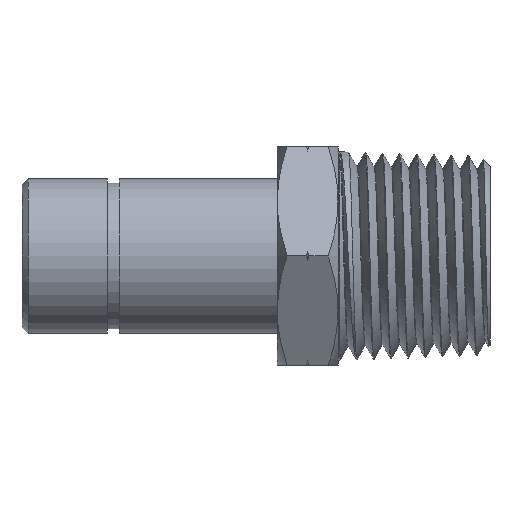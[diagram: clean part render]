
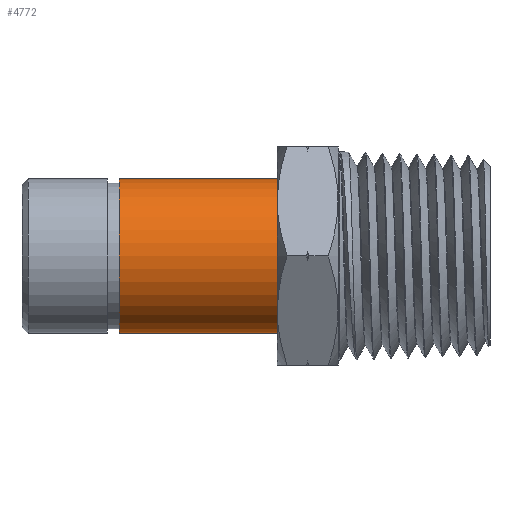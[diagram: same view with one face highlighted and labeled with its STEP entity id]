
A CAD part, left-side view. The second image highlights one B-rep face of the part: STEP entity #4772.
In plain terms, the highlighted cylindrical face has radius 6.35 mm (diameter 12.7 mm), a partial arc.
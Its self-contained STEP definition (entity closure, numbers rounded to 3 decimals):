
#181 = DIRECTION ( 'NONE',  ( 0., 1., 0. ) ) ;
#406 = AXIS2_PLACEMENT_3D ( 'NONE', #3045, #7057, #3602 ) ;
#540 = AXIS2_PLACEMENT_3D ( 'NONE', #2187, #2729, #5068 ) ;
#591 = DIRECTION ( 'NONE',  ( 0., -1., 0. ) ) ;
#828 = ORIENTED_EDGE ( 'NONE', *, *, #7078, .F. ) ;
#1052 = CARTESIAN_POINT ( 'NONE',  ( 0., 38.5, -6.35 ) ) ;
#1186 = VERTEX_POINT ( 'NONE', #4499 ) ;
#1506 = EDGE_CURVE ( 'NONE', #1186, #4420, #6003, .T. ) ;
#1781 = CARTESIAN_POINT ( 'NONE',  ( 0., 17.5, 6.35 ) ) ;
#1915 = CARTESIAN_POINT ( 'NONE',  ( 0., 17.5, -6.35 ) ) ;
#2187 = CARTESIAN_POINT ( 'NONE',  ( 0., 38.5, 0. ) ) ;
#2536 = LINE ( 'NONE', #1052, #5415 ) ;
#2729 = DIRECTION ( 'NONE',  ( 0., -1., 0. ) ) ;
#2870 = ORIENTED_EDGE ( 'NONE', *, *, #6419, .T. ) ;
#2907 = CARTESIAN_POINT ( 'NONE',  ( 0., 30.5, 6.35 ) ) ;
#2983 = EDGE_LOOP ( 'NONE', ( #828, #3835, #7282, #2870 ) ) ;
#3030 = CARTESIAN_POINT ( 'NONE',  ( 0., 30.5, 0. ) ) ;
#3045 = CARTESIAN_POINT ( 'NONE',  ( 0., 17.5, 0. ) ) ;
#3075 = VERTEX_POINT ( 'NONE', #1915 ) ;
#3369 = CARTESIAN_POINT ( 'NONE',  ( 0., 38.5, 6.35 ) ) ;
#3489 = FACE_OUTER_BOUND ( 'NONE', #2983, .T. ) ;
#3602 = DIRECTION ( 'NONE',  ( 0., 0., 1. ) ) ;
#3835 = ORIENTED_EDGE ( 'NONE', *, *, #1506, .F. ) ;
#4316 = CYLINDRICAL_SURFACE ( 'NONE', #540, 6.35 ) ;
#4420 = VERTEX_POINT ( 'NONE', #2907 ) ;
#4497 = VECTOR ( 'NONE', #591, 1000. ) ;
#4499 = CARTESIAN_POINT ( 'NONE',  ( 0., 30.5, -6.35 ) ) ;
#4595 = VERTEX_POINT ( 'NONE', #1781 ) ;
#4772 = ADVANCED_FACE ( 'NONE', ( #3489 ), #4316, .T. ) ;
#5068 = DIRECTION ( 'NONE',  ( 0., 0., -1. ) ) ;
#5415 = VECTOR ( 'NONE', #7361, 1000. ) ;
#5761 = AXIS2_PLACEMENT_3D ( 'NONE', #3030, #181, #6489 ) ;
#5811 = EDGE_CURVE ( 'NONE', #1186, #3075, #2536, .T. ) ;
#6003 = CIRCLE ( 'NONE', #5761, 6.35 ) ;
#6031 = LINE ( 'NONE', #3369, #4497 ) ;
#6419 = EDGE_CURVE ( 'NONE', #3075, #4595, #6728, .T. ) ;
#6489 = DIRECTION ( 'NONE',  ( 0., 0., 1. ) ) ;
#6728 = CIRCLE ( 'NONE', #406, 6.35 ) ;
#7057 = DIRECTION ( 'NONE',  ( 0., 1., 0. ) ) ;
#7078 = EDGE_CURVE ( 'NONE', #4420, #4595, #6031, .T. ) ;
#7282 = ORIENTED_EDGE ( 'NONE', *, *, #5811, .T. ) ;
#7361 = DIRECTION ( 'NONE',  ( 0., -1., 0. ) ) ;
